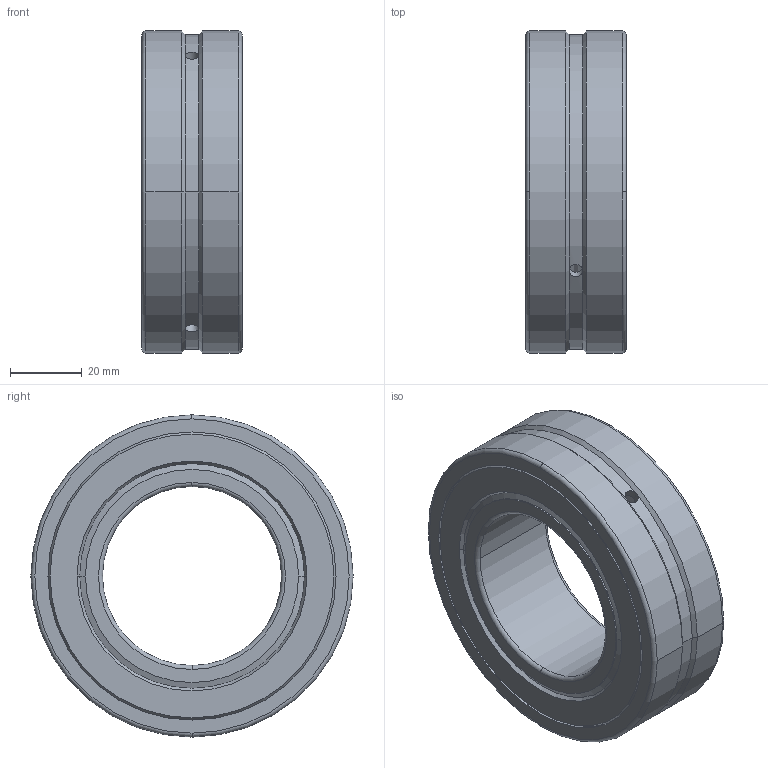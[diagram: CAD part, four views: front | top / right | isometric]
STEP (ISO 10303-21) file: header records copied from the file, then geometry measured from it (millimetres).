
FILE_DESCRIPTION(('STEP AP242'),'1');
FILE_NAME('snr_10x22210eaw33ee_0.stp','2024-11-10T23:09:39',('TraceParts'),('TraceParts S.A.'),'Spatial InterOp 3D',' ',' ');
FILE_SCHEMA(('AP242_MANAGED_MODEL_BASED_3D_ENGINEERING_MIM_LF {1 0 10303 442 1 1 4}'));
Length unit declared in the file: millimetre
Products named in the file (1): snr_10x22210eaw33ee_0_1
Bounding box: 28 x 90 x 90 mm (x, y, z)
Volume: 101494.9 mm3; surface area: 58582 mm2
Topology: 6 solids, 6 shells, 116 faces, 290 edges, 179 vertices
Faces by surface type: cylinder 34, torus 32, cone 32, plane 12, sphere 6
Entity records: 3778 total; most frequent: CARTESIAN_POINT 788, DIRECTION 735, ORIENTED_EDGE 572, AXIS2_PLACEMENT_3D 336, EDGE_CURVE 286, CIRCLE 214, VERTEX_POINT 179, EDGE_LOOP 131
